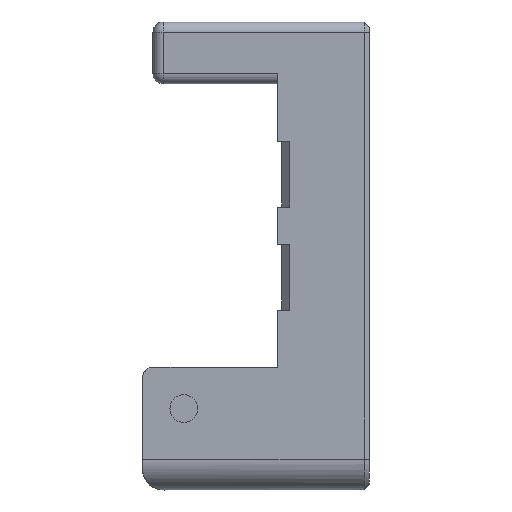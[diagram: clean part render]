
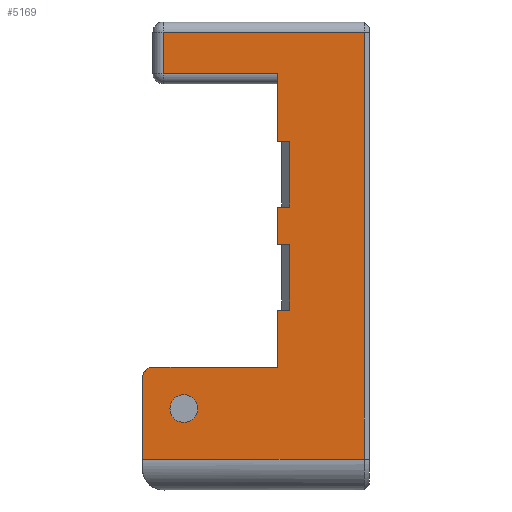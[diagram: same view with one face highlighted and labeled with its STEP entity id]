
A CAD part, left-side view. The second image highlights one B-rep face of the part: STEP entity #5169.
In plain terms, the highlighted planar face has unit normal (-1, 0, 0).
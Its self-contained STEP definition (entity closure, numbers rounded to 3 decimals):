
#64=FACE_BOUND('',#1783,.T.);
#240=LINE('',#7311,#860);
#303=LINE('',#7476,#923);
#396=LINE('',#8114,#1016);
#416=LINE('',#8172,#1036);
#418=LINE('',#8188,#1038);
#424=LINE('',#8204,#1044);
#425=LINE('',#8206,#1045);
#426=LINE('',#8207,#1046);
#427=LINE('',#8209,#1047);
#428=LINE('',#8211,#1048);
#429=LINE('',#8213,#1049);
#430=LINE('',#8215,#1050);
#431=LINE('',#8217,#1051);
#432=LINE('',#8219,#1052);
#433=LINE('',#8221,#1053);
#434=LINE('',#8223,#1054);
#860=VECTOR('',#5874,10.);
#923=VECTOR('',#5989,10.);
#1016=VECTOR('',#6196,10.);
#1036=VECTOR('',#6248,10.);
#1038=VECTOR('',#6254,10.);
#1044=VECTOR('',#6266,10.);
#1045=VECTOR('',#6267,10.);
#1046=VECTOR('',#6268,10.);
#1047=VECTOR('',#6269,10.);
#1048=VECTOR('',#6270,10.);
#1049=VECTOR('',#6271,10.);
#1050=VECTOR('',#6272,10.);
#1051=VECTOR('',#6273,10.);
#1052=VECTOR('',#6274,10.);
#1053=VECTOR('',#6275,10.);
#1054=VECTOR('',#6276,10.);
#1485=FACE_OUTER_BOUND('',#1782,.T.);
#1782=EDGE_LOOP('',(#3850,#3851,#3852,#3853,#3854,#3855,#3856,#3857,#3858,
#3859,#3860,#3861,#3862,#3863,#3864,#3865,#3866));
#1783=EDGE_LOOP('',(#3867));
#2051=CIRCLE('',#5505,1.);
#2052=CIRCLE('',#5506,1.35);
#2166=VERTEX_POINT('',#7308);
#2167=VERTEX_POINT('',#7310);
#2238=VERTEX_POINT('',#7470);
#2239=VERTEX_POINT('',#7474);
#2338=VERTEX_POINT('',#8112);
#2360=VERTEX_POINT('',#8171);
#2362=VERTEX_POINT('',#8187);
#2369=VERTEX_POINT('',#8203);
#2370=VERTEX_POINT('',#8205);
#2371=VERTEX_POINT('',#8208);
#2372=VERTEX_POINT('',#8210);
#2373=VERTEX_POINT('',#8212);
#2374=VERTEX_POINT('',#8214);
#2375=VERTEX_POINT('',#8216);
#2376=VERTEX_POINT('',#8218);
#2377=VERTEX_POINT('',#8220);
#2378=VERTEX_POINT('',#8222);
#2379=VERTEX_POINT('',#8225);
#2674=EDGE_CURVE('',#2167,#2166,#240,.T.);
#2755=EDGE_CURVE('',#2239,#2238,#303,.T.);
#2897=EDGE_CURVE('',#2338,#2239,#396,.T.);
#2926=EDGE_CURVE('',#2238,#2360,#416,.T.);
#2930=EDGE_CURVE('',#2362,#2360,#418,.T.);
#2938=EDGE_CURVE('',#2369,#2338,#424,.T.);
#2939=EDGE_CURVE('',#2370,#2369,#425,.T.);
#2940=EDGE_CURVE('',#2370,#2167,#426,.T.);
#2941=EDGE_CURVE('',#2166,#2371,#427,.T.);
#2942=EDGE_CURVE('',#2371,#2372,#428,.T.);
#2943=EDGE_CURVE('',#2372,#2373,#429,.T.);
#2944=EDGE_CURVE('',#2373,#2374,#430,.T.);
#2945=EDGE_CURVE('',#2374,#2375,#431,.T.);
#2946=EDGE_CURVE('',#2375,#2376,#432,.T.);
#2947=EDGE_CURVE('',#2376,#2377,#433,.T.);
#2948=EDGE_CURVE('',#2377,#2378,#434,.T.);
#2949=EDGE_CURVE('',#2378,#2362,#2051,.T.);
#2950=EDGE_CURVE('',#2379,#2379,#2052,.T.);
#3850=ORIENTED_EDGE('',*,*,#2755,.F.);
#3851=ORIENTED_EDGE('',*,*,#2897,.F.);
#3852=ORIENTED_EDGE('',*,*,#2938,.F.);
#3853=ORIENTED_EDGE('',*,*,#2939,.F.);
#3854=ORIENTED_EDGE('',*,*,#2940,.T.);
#3855=ORIENTED_EDGE('',*,*,#2674,.T.);
#3856=ORIENTED_EDGE('',*,*,#2941,.T.);
#3857=ORIENTED_EDGE('',*,*,#2942,.T.);
#3858=ORIENTED_EDGE('',*,*,#2943,.T.);
#3859=ORIENTED_EDGE('',*,*,#2944,.T.);
#3860=ORIENTED_EDGE('',*,*,#2945,.T.);
#3861=ORIENTED_EDGE('',*,*,#2946,.T.);
#3862=ORIENTED_EDGE('',*,*,#2947,.T.);
#3863=ORIENTED_EDGE('',*,*,#2948,.T.);
#3864=ORIENTED_EDGE('',*,*,#2949,.T.);
#3865=ORIENTED_EDGE('',*,*,#2930,.T.);
#3866=ORIENTED_EDGE('',*,*,#2926,.F.);
#3867=ORIENTED_EDGE('',*,*,#2950,.T.);
#4946=PLANE('',#5504);
#5169=ADVANCED_FACE('',(#1485,#64),#4946,.F.);
#5504=AXIS2_PLACEMENT_3D('',#8202,#6264,#6265);
#5505=AXIS2_PLACEMENT_3D('',#8224,#6277,#6278);
#5506=AXIS2_PLACEMENT_3D('',#8226,#6279,#6280);
#5874=DIRECTION('',(0.,-1.,0.));
#5989=DIRECTION('',(0.,0.,-1.));
#6196=DIRECTION('',(0.,-1.,0.));
#6248=DIRECTION('',(0.,1.,0.));
#6254=DIRECTION('',(0.,0.,-1.));
#6264=DIRECTION('center_axis',(1.,0.,0.));
#6265=DIRECTION('ref_axis',(0.,1.,0.));
#6266=DIRECTION('',(0.,0.,1.));
#6267=DIRECTION('',(0.,1.,0.));
#6268=DIRECTION('',(0.,0.,-1.));
#6269=DIRECTION('',(0.,0.,-1.));
#6270=DIRECTION('',(0.,1.,0.));
#6271=DIRECTION('',(0.,0.,-1.));
#6272=DIRECTION('',(0.,-1.,0.));
#6273=DIRECTION('',(0.,0.,-1.));
#6274=DIRECTION('',(0.,1.,0.));
#6275=DIRECTION('',(0.,0.,-1.));
#6276=DIRECTION('',(0.,1.,0.));
#6277=DIRECTION('center_axis',(-1.,0.,0.));
#6278=DIRECTION('ref_axis',(0.,1.,0.));
#6279=DIRECTION('center_axis',(1.,0.,0.));
#6280=DIRECTION('ref_axis',(0.,-1.,0.));
#7308=CARTESIAN_POINT('',(105.099,158.858,119.9));
#7310=CARTESIAN_POINT('',(105.099,160.058,119.9));
#7311=CARTESIAN_POINT('',(105.099,160.604,119.9));
#7470=CARTESIAN_POINT('',(105.099,151.65,89.053));
#7474=CARTESIAN_POINT('',(105.099,151.65,130.45));
#7476=CARTESIAN_POINT('',(105.099,151.65,109.502));
#8112=CARTESIAN_POINT('',(105.099,171.15,130.45));
#8114=CARTESIAN_POINT('',(105.099,155.4,130.45));
#8171=CARTESIAN_POINT('',(105.099,173.15,89.053));
#8172=CARTESIAN_POINT('',(105.099,166.15,89.053));
#8187=CARTESIAN_POINT('',(105.099,173.15,96.95));
#8188=CARTESIAN_POINT('',(105.099,173.15,96.95));
#8202=CARTESIAN_POINT('Origin',(105.099,161.15,108.751));
#8203=CARTESIAN_POINT('',(105.099,171.15,126.45));
#8204=CARTESIAN_POINT('',(105.099,171.15,119.601));
#8205=CARTESIAN_POINT('',(105.099,160.058,126.45));
#8206=CARTESIAN_POINT('',(105.099,166.15,126.45));
#8207=CARTESIAN_POINT('',(105.099,160.058,125.45));
#8208=CARTESIAN_POINT('',(105.099,158.858,113.5));
#8209=CARTESIAN_POINT('',(105.099,158.858,112.726));
#8210=CARTESIAN_POINT('',(105.099,160.058,113.5));
#8211=CARTESIAN_POINT('',(105.099,160.604,113.5));
#8212=CARTESIAN_POINT('',(105.099,160.058,109.9));
#8213=CARTESIAN_POINT('',(105.099,160.058,125.45));
#8214=CARTESIAN_POINT('',(105.099,158.858,109.9));
#8215=CARTESIAN_POINT('',(105.099,160.604,109.9));
#8216=CARTESIAN_POINT('',(105.099,158.858,103.5));
#8217=CARTESIAN_POINT('',(105.099,158.858,107.726));
#8218=CARTESIAN_POINT('',(105.099,160.058,103.5));
#8219=CARTESIAN_POINT('',(105.099,160.604,103.5));
#8220=CARTESIAN_POINT('',(105.099,160.058,97.95));
#8221=CARTESIAN_POINT('',(105.099,160.058,125.45));
#8222=CARTESIAN_POINT('',(105.099,172.15,97.95));
#8223=CARTESIAN_POINT('',(105.099,160.058,97.95));
#8224=CARTESIAN_POINT('Origin',(105.099,172.15,96.95));
#8225=CARTESIAN_POINT('',(105.099,170.5,93.95));
#8226=CARTESIAN_POINT('Origin',(105.099,169.15,93.95));
